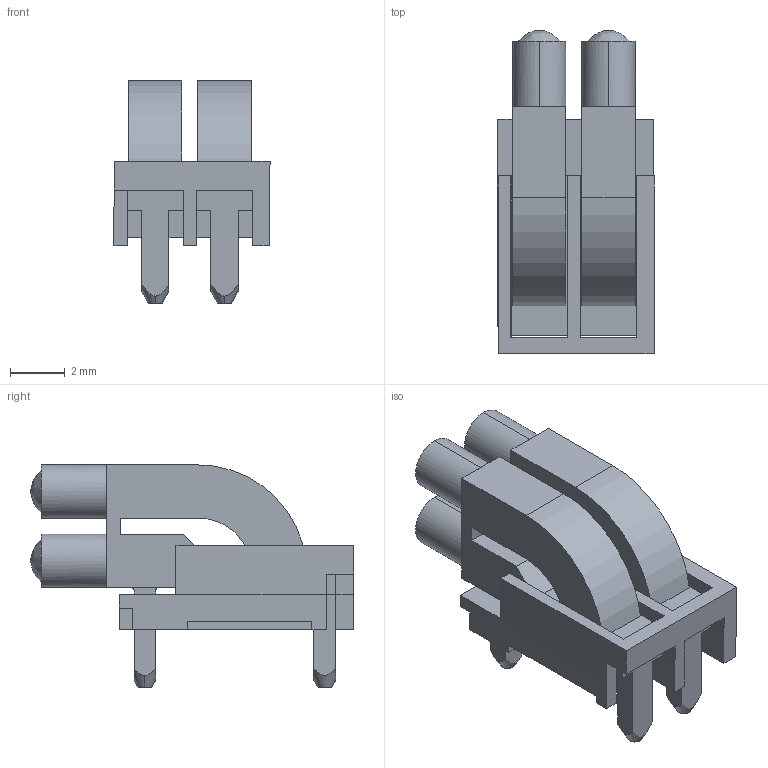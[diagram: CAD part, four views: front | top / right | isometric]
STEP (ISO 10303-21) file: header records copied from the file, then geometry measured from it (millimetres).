
FILE_DESCRIPTION (( 'STEP AP214' ), '1' );
FILE_NAME ('栱殣鍒鍱4 - 2202317.stp', '2017-10-23T18:39:03', ( '' ), ( '' ), 'SwSTEP 2.0', 'SolidWorks 2016', '' );
FILE_SCHEMA (( 'AUTOMOTIVE_DESIGN' ));
Length unit declared in the file: millimetre
Products named in the file (2): 栱殣鍒鍱4 - 2202317; HS_LC-H-D2_R2XC2-2.54_H.Selct_00821950
Assembly tree (1 placements, depth 2):
  栱殣鍒鍱4 - 2202317
    HS_LC-H-D2_R2XC2-2.54_H.Selct_00821950
Bounding box: 5.72 x 11.85 x 8.15 mm (x, y, z)
Surface area: 494 mm2 (no closed solid volume)
Topology: 0 solids, 1 shells, 144 faces, 432 edges, 290 vertices
Faces by surface type: plane 108, cylinder 22, cone 10, bspline 4
Entity records: 7023 total; most frequent: CARTESIAN_POINT 1678, ORIENTED_EDGE 864, DIRECTION 634, EDGE_CURVE 432, VECTOR 314, LINE 314, VERTEX_POINT 290, AXIS2_PLACEMENT_3D 160
